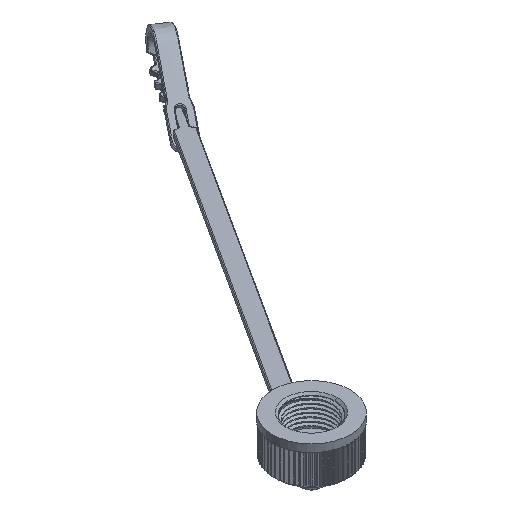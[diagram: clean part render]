
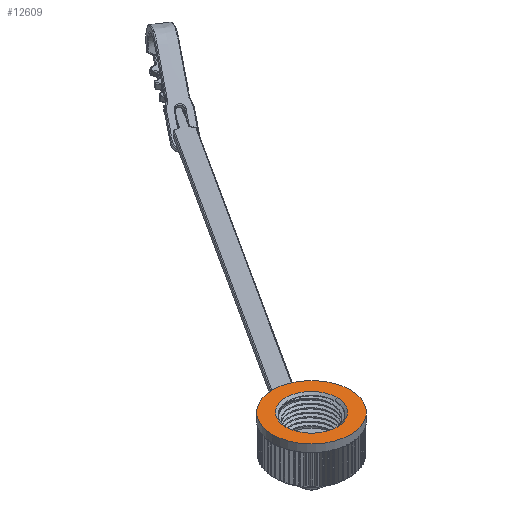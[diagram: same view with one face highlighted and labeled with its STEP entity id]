
A CAD part, isometric view. The second image highlights one B-rep face of the part: STEP entity #12609.
In plain terms, the highlighted planar face has unit normal (0, 0, 1).
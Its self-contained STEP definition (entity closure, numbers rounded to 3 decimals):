
#14=CARTESIAN_POINT('',(0.,0.,10.5));
#15=DIRECTION('',(0.,0.,-1.));
#16=DIRECTION('',(-1.,0.,0.));
#17=AXIS2_PLACEMENT_3D('',#14,#15,#16);
#19=CARTESIAN_POINT('',(0.,0.,10.5));
#20=DIRECTION('',(0.,0.,-1.));
#21=DIRECTION('',(1.,0.,0.));
#22=AXIS2_PLACEMENT_3D('',#19,#20,#21);
#24=CARTESIAN_POINT('',(0.,0.,10.5));
#25=DIRECTION('',(0.,0.,1.));
#26=DIRECTION('',(-1.,0.,0.));
#27=AXIS2_PLACEMENT_3D('',#24,#25,#26);
#29=CARTESIAN_POINT('',(0.,0.,10.5));
#30=DIRECTION('',(0.,0.,1.));
#31=DIRECTION('',(0.,-1.,0.));
#32=AXIS2_PLACEMENT_3D('',#29,#30,#31);
#34=CARTESIAN_POINT('',(0.,0.,10.5));
#35=DIRECTION('',(0.,0.,1.));
#36=DIRECTION('',(1.,0.,0.));
#37=AXIS2_PLACEMENT_3D('',#34,#35,#36);
#39=CARTESIAN_POINT('',(0.,0.,10.5));
#40=DIRECTION('',(0.,0.,1.));
#41=DIRECTION('',(0.,1.,0.));
#42=AXIS2_PLACEMENT_3D('',#39,#40,#41);
#10872=CARTESIAN_POINT('',(-10.,0.,10.5));
#10873=CARTESIAN_POINT('',(10.,0.,10.5));
#10874=VERTEX_POINT('',#10872);
#10875=VERTEX_POINT('',#10873);
#10876=CARTESIAN_POINT('',(0.,-6.575,10.5));
#10877=CARTESIAN_POINT('',(6.575,0.,10.5));
#10878=VERTEX_POINT('',#10876);
#10879=VERTEX_POINT('',#10877);
#10880=CARTESIAN_POINT('',(-6.575,0.,10.5));
#10881=VERTEX_POINT('',#10880);
#10882=CARTESIAN_POINT('',(0.,6.575,10.5));
#10883=VERTEX_POINT('',#10882);
#12588=CARTESIAN_POINT('',(0.,0.,10.5));
#12589=DIRECTION('',(0.,0.,1.));
#12590=DIRECTION('',(1.,0.,0.));
#12591=AXIS2_PLACEMENT_3D('',#12588,#12589,#12590);
#12592=PLANE('',#12591);
#12594=ORIENTED_EDGE('',*,*,#12593,.T.);
#12596=ORIENTED_EDGE('',*,*,#12595,.T.);
#12597=EDGE_LOOP('',(#12594,#12596));
#12598=FACE_OUTER_BOUND('',#12597,.F.);
#12600=ORIENTED_EDGE('',*,*,#12599,.T.);
#12602=ORIENTED_EDGE('',*,*,#12601,.T.);
#12604=ORIENTED_EDGE('',*,*,#12603,.T.);
#12606=ORIENTED_EDGE('',*,*,#12605,.T.);
#12607=EDGE_LOOP('',(#12600,#12602,#12604,#12606));
#12608=FACE_BOUND('',#12607,.F.);
#18=CIRCLE('',#17,10.);
#23=CIRCLE('',#22,10.);
#28=CIRCLE('',#27,6.575);
#33=CIRCLE('',#32,6.575);
#38=CIRCLE('',#37,6.575);
#43=CIRCLE('',#42,6.575);
#12593=EDGE_CURVE('',#10874,#10875,#18,.T.);
#12595=EDGE_CURVE('',#10875,#10874,#23,.T.);
#12599=EDGE_CURVE('',#10881,#10878,#28,.T.);
#12601=EDGE_CURVE('',#10878,#10879,#33,.T.);
#12603=EDGE_CURVE('',#10879,#10883,#38,.T.);
#12605=EDGE_CURVE('',#10883,#10881,#43,.T.);
#12609=ADVANCED_FACE('',(#12598,#12608),#12592,.T.);
